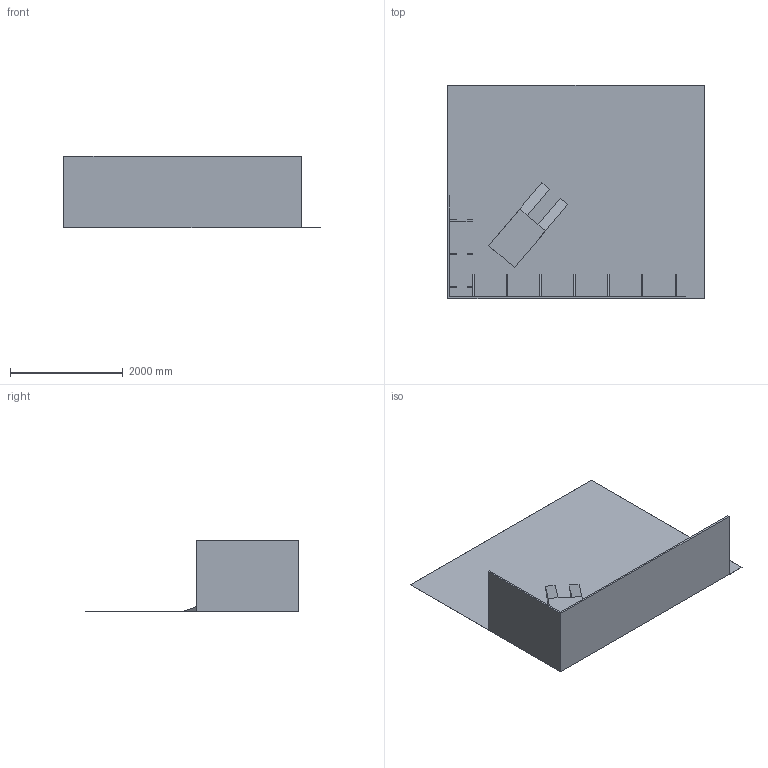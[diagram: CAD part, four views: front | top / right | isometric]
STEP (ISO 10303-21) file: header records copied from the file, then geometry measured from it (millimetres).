
FILE_DESCRIPTION (( 'STEP AP214' ), '1' );
FILE_NAME ('walls.STEP', '2015-07-07T10:33:16', ( '' ), ( '' ), 'SwSTEP 2.0', 'SolidWorks 2015', '' );
FILE_SCHEMA (( 'AUTOMOTIVE_DESIGN' ));
Length unit declared in the file: metre
Products named in the file (2): walls
Bounding box: 4544.14 x 3782.42 x 1267 mm (x, y, z)
Volume: 377343899.2 mm3; surface area: 52209683.7 mm2
Topology: 1 solids, 1 shells, 50 faces, 139 edges, 92 vertices
Faces by surface type: plane 50
Entity records: 1616 total; most frequent: CARTESIAN_POINT 283, ORIENTED_EDGE 278, DIRECTION 243, VECTOR 139, EDGE_CURVE 139, LINE 139, VERTEX_POINT 92, AXIS2_PLACEMENT_3D 52
